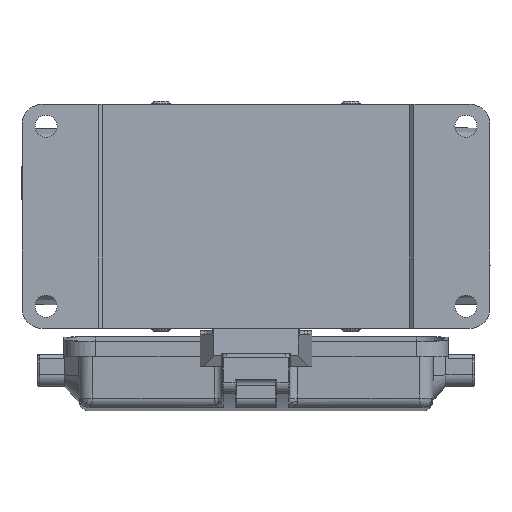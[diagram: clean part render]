
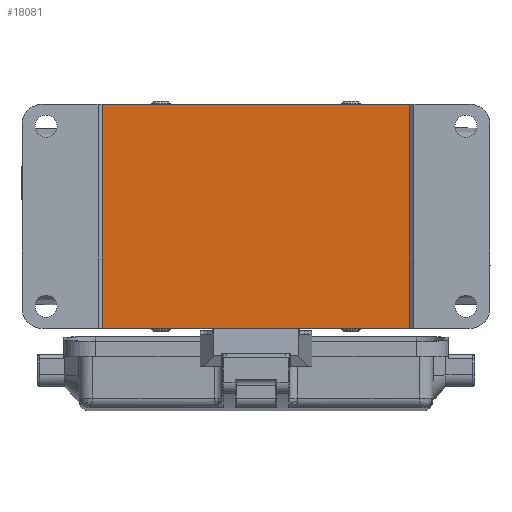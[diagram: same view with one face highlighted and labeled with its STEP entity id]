
A CAD part, front view. The second image highlights one B-rep face of the part: STEP entity #18081.
In plain terms, the highlighted planar face has unit normal (0, -1, 0).
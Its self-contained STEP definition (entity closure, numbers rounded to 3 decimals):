
#534 = AXIS2_PLACEMENT_3D ( 'NONE', #26143, #26144, #26145 ) ;
#535 = FACE_OUTER_BOUND ( 'NONE', #9529, .T. ) ;
#702 = VECTOR ( 'NONE', #23998, 1000. ) ;
#1077 = ORIENTED_EDGE ( 'NONE', *, *, #18966, .F. ) ;
#1085 = ORIENTED_EDGE ( 'NONE', *, *, #18969, .T. ) ;
#1168 = ORIENTED_EDGE ( 'NONE', *, *, #18968, .T. ) ;
#1749 = VERTEX_POINT ( 'NONE', #2350 ) ;
#1827 = ORIENTED_EDGE ( 'NONE', *, *, #6432, .F. ) ;
#1846 = VERTEX_POINT ( 'NONE', #2022 ) ;
#2022 = CARTESIAN_POINT ( 'NONE',  ( 38.5, -23., 28. ) ) ;
#2350 = CARTESIAN_POINT ( 'NONE',  ( -38.5, -23., 28. ) ) ;
#6432 = EDGE_CURVE ( 'NONE', #1749, #1846, #23996, .T. ) ;
#8239 = LINE ( 'NONE', #8240, #18053 ) ;
#8240 = CARTESIAN_POINT ( 'NONE',  ( 58.5, -23., -28. ) ) ;
#8241 = DIRECTION ( 'NONE',  ( -1., 0., 0. ) ) ;
#8245 = LINE ( 'NONE', #8246, #17471 ) ;
#8246 = CARTESIAN_POINT ( 'NONE',  ( -38.5, -23., 33.6 ) ) ;
#8247 = DIRECTION ( 'NONE',  ( 0., 0., -1. ) ) ;
#8248 = LINE ( 'NONE', #8249, #17925 ) ;
#8249 = CARTESIAN_POINT ( 'NONE',  ( 38.5, -23., 33.6 ) ) ;
#8250 = DIRECTION ( 'NONE',  ( 0., 0., 1. ) ) ;
#9529 = EDGE_LOOP ( 'NONE', ( #1077, #1085, #1827, #1168 ) ) ;
#15972 = CARTESIAN_POINT ( 'NONE',  ( 38.5, -23., -28. ) ) ;
#15975 = CARTESIAN_POINT ( 'NONE',  ( -38.5, -23., -28. ) ) ;
#17471 = VECTOR ( 'NONE', #8247, 1000. ) ;
#17925 = VECTOR ( 'NONE', #8250, 1000. ) ;
#18053 = VECTOR ( 'NONE', #8241, 1000. ) ;
#18081 = ADVANCED_FACE ( 'NONE', ( #535 ), #26142, .F. ) ;
#18966 = EDGE_CURVE ( 'NONE', #25363, #25375, #8239, .T. ) ;
#18968 = EDGE_CURVE ( 'NONE', #1749, #25375, #8245, .T. ) ;
#18969 = EDGE_CURVE ( 'NONE', #25363, #1846, #8248, .T. ) ;
#23996 = LINE ( 'NONE', #23997, #702 ) ;
#23997 = CARTESIAN_POINT ( 'NONE',  ( -58.5, -23., 28. ) ) ;
#23998 = DIRECTION ( 'NONE',  ( 1., 0., 0. ) ) ;
#25363 = VERTEX_POINT ( 'NONE', #15972 ) ;
#25375 = VERTEX_POINT ( 'NONE', #15975 ) ;
#26142 = PLANE ( 'NONE',  #534 ) ;
#26143 = CARTESIAN_POINT ( 'NONE',  ( 38.5, -23., 33.6 ) ) ;
#26144 = DIRECTION ( 'NONE',  ( 0., 1., 0. ) ) ;
#26145 = DIRECTION ( 'NONE',  ( 0., 0., 1. ) ) ;
